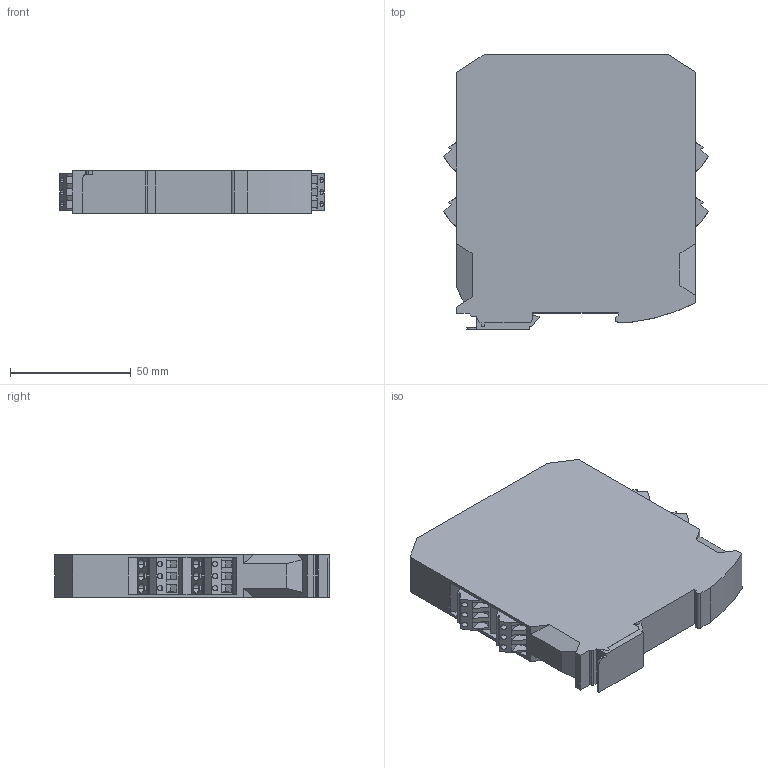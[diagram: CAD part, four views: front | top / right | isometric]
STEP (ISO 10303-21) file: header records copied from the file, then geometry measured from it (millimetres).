
FILE_DESCRIPTION(('SolidDesigner STEP Export'),'2;1');
FILE_NAME('2901535_RAD_DI4_IFS-select.stp','2012-03-27T10:32:26',(''),(''),'CoCreate Modeling STEP processor for AP214 (Solid Model)','CoCreate Modeling 16.00A 16-Aug-2008 (C) Parametric Technology GmbH','');
FILE_SCHEMA(('AUTOMOTIVE_DESIGN { 1 0 10303 214 1 1 1 1 }'));
Length unit declared in the file: millimetre
Products named in the file (2): 2901535_RAD_DI4_IFS-select
Assembly tree (1 placements, depth 2):
  2901535_RAD_DI4_IFS-select
    2901535_RAD_DI4_IFS-select
Bounding box: 109.49 x 113.8 x 17.6 mm (x, y, z)
Volume: 187052.6 mm3; surface area: 31622.5 mm2
Topology: 1 solids, 1 shells, 363 faces, 917 edges, 594 vertices
Faces by surface type: plane 310, cylinder 53
Entity records: 12876 total; most frequent: ORIENTED_EDGE 1834, CARTESIAN_POINT 1720, DIRECTION 1503, EDGE_CURVE 917, VECTOR 749, LINE 749, VERTEX_POINT 594, EDGE_LOOP 401
